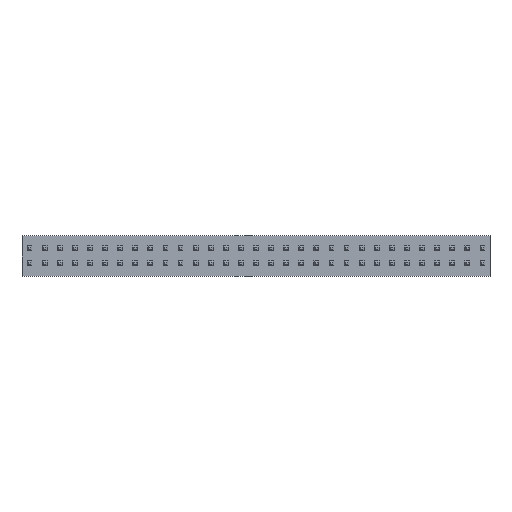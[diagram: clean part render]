
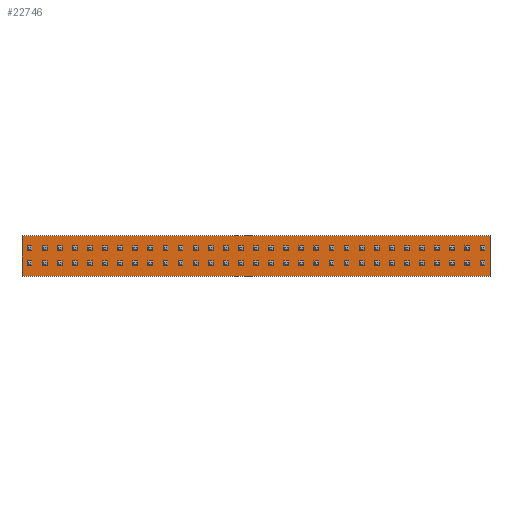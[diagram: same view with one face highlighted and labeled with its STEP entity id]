
A CAD part, top view. The second image highlights one B-rep face of the part: STEP entity #22746.
In plain terms, the highlighted face is planar.
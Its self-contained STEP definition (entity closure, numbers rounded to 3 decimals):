
#22614 = EDGE_CURVE('',#22615,#22617,#22619,.T.);
#22615 = VERTEX_POINT('',#22616);
#22616 = CARTESIAN_POINT('',(-19.685,1.778,-1.715));
#22617 = VERTEX_POINT('',#22618);
#22618 = CARTESIAN_POINT('',(-19.685,1.778,1.715));
#22619 = LINE('',#22620,#22621);
#22620 = CARTESIAN_POINT('',(-19.685,1.778,-1.715));
#22621 = VECTOR('',#22622,1.);
#22622 = DIRECTION('',(0.,0.,1.));
#22654 = EDGE_CURVE('',#22617,#22655,#22657,.T.);
#22655 = VERTEX_POINT('',#22656);
#22656 = CARTESIAN_POINT('',(19.685,1.778,1.715));
#22657 = LINE('',#22658,#22659);
#22658 = CARTESIAN_POINT('',(-19.685,1.778,1.715));
#22659 = VECTOR('',#22660,1.);
#22660 = DIRECTION('',(1.,0.,0.));
#22685 = EDGE_CURVE('',#22655,#22686,#22688,.T.);
#22686 = VERTEX_POINT('',#22687);
#22687 = CARTESIAN_POINT('',(19.685,1.778,-1.715));
#22688 = LINE('',#22689,#22690);
#22689 = CARTESIAN_POINT('',(19.685,1.778,1.715));
#22690 = VECTOR('',#22691,1.);
#22691 = DIRECTION('',(0.,0.,-1.));
#22716 = EDGE_CURVE('',#22686,#22615,#22717,.T.);
#22717 = LINE('',#22718,#22719);
#22718 = CARTESIAN_POINT('',(19.685,1.778,-1.715));
#22719 = VECTOR('',#22720,1.);
#22720 = DIRECTION('',(-1.,0.,0.));
#22746 = ADVANCED_FACE('',(#22747),#22753,.T.);
#22747 = FACE_BOUND('',#22748,.T.);
#22748 = EDGE_LOOP('',(#22749,#22750,#22751,#22752));
#22749 = ORIENTED_EDGE('',*,*,#22614,.T.);
#22750 = ORIENTED_EDGE('',*,*,#22654,.T.);
#22751 = ORIENTED_EDGE('',*,*,#22685,.T.);
#22752 = ORIENTED_EDGE('',*,*,#22716,.T.);
#22753 = PLANE('',#22754);
#22754 = AXIS2_PLACEMENT_3D('',#22755,#22756,#22757);
#22755 = CARTESIAN_POINT('',(0.,1.778,0.));
#22756 = DIRECTION('',(0.,1.,0.));
#22757 = DIRECTION('',(0.,-0.,1.));
